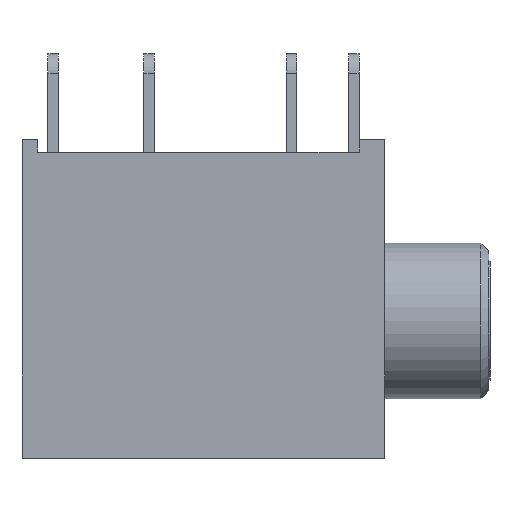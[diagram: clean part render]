
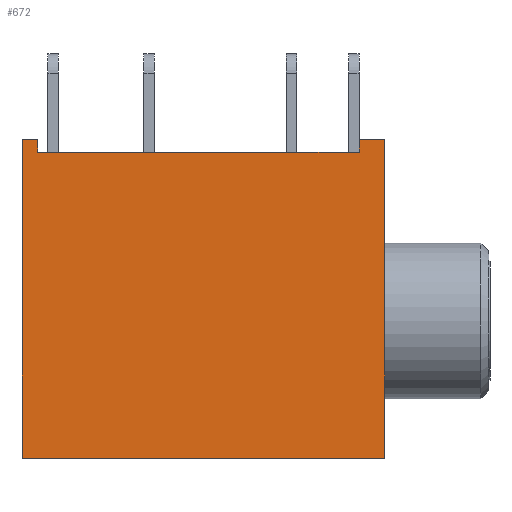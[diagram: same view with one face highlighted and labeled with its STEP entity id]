
A CAD part, front view. The second image highlights one B-rep face of the part: STEP entity #672.
In plain terms, the highlighted planar face has unit normal (0, -1, 0).
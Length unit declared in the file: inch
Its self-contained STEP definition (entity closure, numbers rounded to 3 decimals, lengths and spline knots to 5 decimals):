
#10 = VERTEX_POINT ( 'NONE', #1356 ) ;
#12 = VECTOR ( 'NONE', #1142, 39.37008 ) ;
#19 = VERTEX_POINT ( 'NONE', #398 ) ;
#83 = ORIENTED_EDGE ( 'NONE', *, *, #979, .F. ) ;
#92 = VECTOR ( 'NONE', #547, 39.37008 ) ;
#95 = EDGE_CURVE ( 'NONE', #1230, #1100, #1154, .T. ) ;
#108 = CARTESIAN_POINT ( 'NONE',  ( -0.15748, -0.19291, -0.20866 ) ) ;
#130 = CARTESIAN_POINT ( 'NONE',  ( -0.70866, -0.19291, -0.20866 ) ) ;
#138 = VECTOR ( 'NONE', #304, 39.37008 ) ;
#149 = DIRECTION ( 'NONE',  ( 0., 1., 0. ) ) ;
#179 = DIRECTION ( 'NONE',  ( -1., 0., 0. ) ) ;
#220 = VERTEX_POINT ( 'NONE', #1193 ) ;
#273 = ORIENTED_EDGE ( 'NONE', *, *, #415, .F. ) ;
#279 = CARTESIAN_POINT ( 'NONE',  ( -0.68504, -0.19291, 0.27559 ) ) ;
#304 = DIRECTION ( 'NONE',  ( 0., 0., -1. ) ) ;
#329 = CARTESIAN_POINT ( 'NONE',  ( -0.15748, -0.19291, -0.20866 ) ) ;
#397 = VECTOR ( 'NONE', #753, 39.37008 ) ;
#398 = CARTESIAN_POINT ( 'NONE',  ( -0.19685, -0.19291, 0.25591 ) ) ;
#415 = EDGE_CURVE ( 'NONE', #906, #1096, #716, .T. ) ;
#445 = DIRECTION ( 'NONE',  ( 1., 0., 0. ) ) ;
#509 = ORIENTED_EDGE ( 'NONE', *, *, #928, .F. ) ;
#511 = CARTESIAN_POINT ( 'NONE',  ( -0.15748, -0.19291, 0.27559 ) ) ;
#524 = CARTESIAN_POINT ( 'NONE',  ( -0.19685, -0.19291, 0.25591 ) ) ;
#547 = DIRECTION ( 'NONE',  ( 0., 0., -1. ) ) ;
#551 = EDGE_CURVE ( 'NONE', #19, #1230, #864, .T. ) ;
#561 = CARTESIAN_POINT ( 'NONE',  ( -0.15748, -0.19291, 0.27559 ) ) ;
#580 = CARTESIAN_POINT ( 'NONE',  ( -0.70866, -0.19291, 0.27559 ) ) ;
#610 = LINE ( 'NONE', #511, #12 ) ;
#629 = CARTESIAN_POINT ( 'NONE',  ( -0.15748, -0.19291, 0.27559 ) ) ;
#672 = ADVANCED_FACE ( 'NONE', ( #1002 ), #1338, .F. ) ;
#687 = VECTOR ( 'NONE', #945, 39.37008 ) ;
#707 = EDGE_LOOP ( 'NONE', ( #884, #1020, #83, #818, #1337, #748, #273, #509 ) ) ;
#716 = LINE ( 'NONE', #1379, #998 ) ;
#727 = CARTESIAN_POINT ( 'NONE',  ( -0.19685, -0.19291, 0.27559 ) ) ;
#748 = ORIENTED_EDGE ( 'NONE', *, *, #1041, .F. ) ;
#753 = DIRECTION ( 'NONE',  ( 0., 0., 1. ) ) ;
#781 = EDGE_CURVE ( 'NONE', #1237, #220, #819, .T. ) ;
#787 = DIRECTION ( 'NONE',  ( 0., 0., 1. ) ) ;
#818 = ORIENTED_EDGE ( 'NONE', *, *, #781, .F. ) ;
#819 = LINE ( 'NONE', #279, #138 ) ;
#825 = AXIS2_PLACEMENT_3D ( 'NONE', #894, #149, #878 ) ;
#864 = LINE ( 'NONE', #1289, #397 ) ;
#878 = DIRECTION ( 'NONE',  ( 0., 0., 1. ) ) ;
#884 = ORIENTED_EDGE ( 'NONE', *, *, #95, .F. ) ;
#894 = CARTESIAN_POINT ( 'NONE',  ( -0.15748, -0.19291, 0.27559 ) ) ;
#906 = VERTEX_POINT ( 'NONE', #329 ) ;
#928 = EDGE_CURVE ( 'NONE', #1100, #906, #1157, .T. ) ;
#945 = DIRECTION ( 'NONE',  ( 1., 0., 0. ) ) ;
#979 = EDGE_CURVE ( 'NONE', #220, #19, #1163, .T. ) ;
#998 = VECTOR ( 'NONE', #179, 39.37008 ) ;
#1002 = FACE_OUTER_BOUND ( 'NONE', #707, .T. ) ;
#1020 = ORIENTED_EDGE ( 'NONE', *, *, #551, .F. ) ;
#1041 = EDGE_CURVE ( 'NONE', #1096, #10, #1095, .T. ) ;
#1095 = LINE ( 'NONE', #580, #1327 ) ;
#1096 = VERTEX_POINT ( 'NONE', #130 ) ;
#1100 = VERTEX_POINT ( 'NONE', #561 ) ;
#1142 = DIRECTION ( 'NONE',  ( 1., 0., 0. ) ) ;
#1154 = LINE ( 'NONE', #629, #687 ) ;
#1157 = LINE ( 'NONE', #108, #92 ) ;
#1163 = LINE ( 'NONE', #524, #1236 ) ;
#1175 = EDGE_CURVE ( 'NONE', #10, #1237, #610, .T. ) ;
#1193 = CARTESIAN_POINT ( 'NONE',  ( -0.68504, -0.19291, 0.25591 ) ) ;
#1230 = VERTEX_POINT ( 'NONE', #727 ) ;
#1236 = VECTOR ( 'NONE', #445, 39.37008 ) ;
#1237 = VERTEX_POINT ( 'NONE', #1367 ) ;
#1289 = CARTESIAN_POINT ( 'NONE',  ( -0.19685, -0.19291, 0.27559 ) ) ;
#1327 = VECTOR ( 'NONE', #787, 39.37008 ) ;
#1337 = ORIENTED_EDGE ( 'NONE', *, *, #1175, .F. ) ;
#1338 = PLANE ( 'NONE',  #825 ) ;
#1356 = CARTESIAN_POINT ( 'NONE',  ( -0.70866, -0.19291, 0.27559 ) ) ;
#1367 = CARTESIAN_POINT ( 'NONE',  ( -0.68504, -0.19291, 0.27559 ) ) ;
#1379 = CARTESIAN_POINT ( 'NONE',  ( -0.15748, -0.19291, -0.20866 ) ) ;
